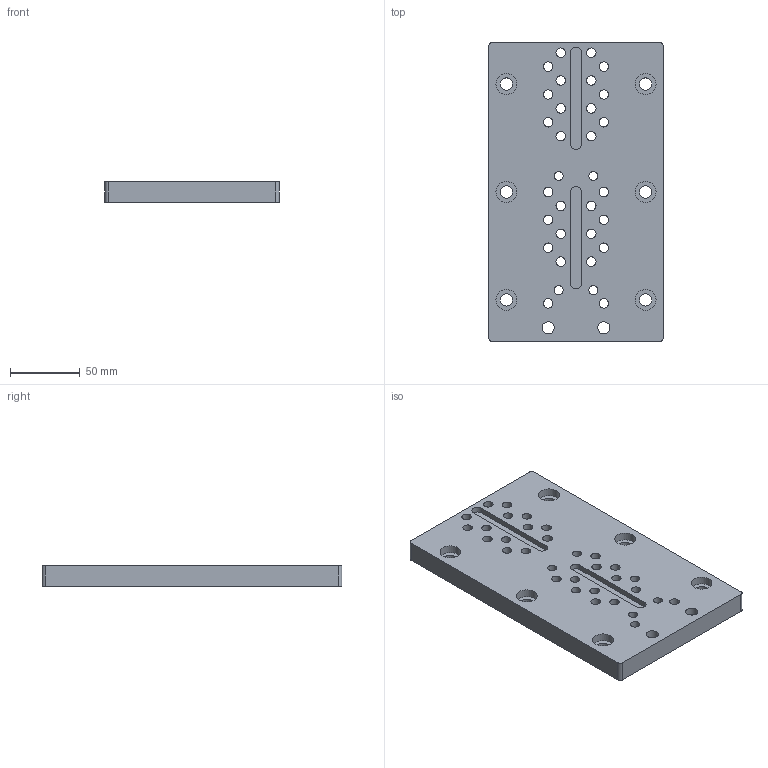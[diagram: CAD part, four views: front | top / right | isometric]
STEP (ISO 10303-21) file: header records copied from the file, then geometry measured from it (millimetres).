
FILE_DESCRIPTION(('HOOPS Exchange Step'),'2;1');
FILE_NAME('export-7F44AC79-63C2-49D7-9AA7-1F68A8E0BED1.stp','2020-05-16T15:54:24+02:00',('Engineering'),('Alibre'),'HOOPS Exchange 2020.0','Alibre','Unknown authorisation');
FILE_SCHEMA( ('AP242_MANAGED_MODEL_BASED_3D_ENGINEERING_MIM_LF {1 0 10303 442 1 1 4 }') );
Length unit declared in the file: centimetre
Products named in the file (1): 4271 Tekno Motor Mountingplate ICP4030
Bounding box: 125 x 215 x 15 mm (x, y, z)
Volume: 353960.8 mm3; surface area: 79467.6 mm2
Topology: 1 solids, 1 shells, 140 faces, 368 edges, 272 vertices
Faces by surface type: cylinder 88, plane 52
Full cylindrical faces by diameter (mm): 6.5 x4, 6.8 x28, 8.8 x8, 11 x4, 11.2 x28, 15 x8
Entity records: 4779 total; most frequent: DIRECTION 908, CARTESIAN_POINT 782, ORIENTED_EDGE 736, AXIS2_PLACEMENT_3D 398, EDGE_CURVE 368, VERTEX_POINT 272, EDGE_LOOP 262, FACE_BOUND 262
